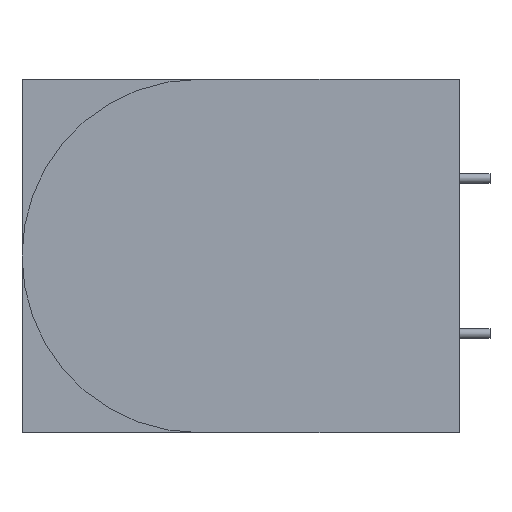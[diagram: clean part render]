
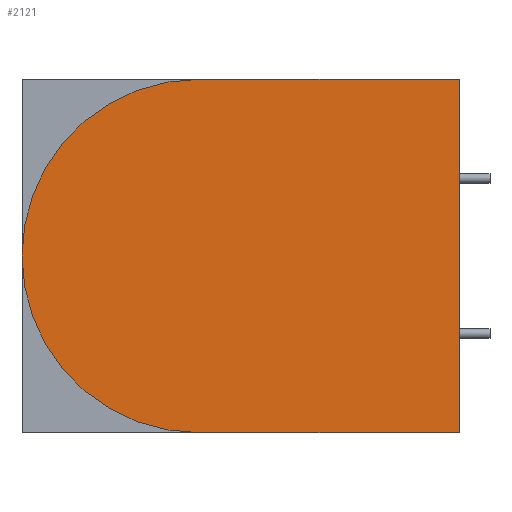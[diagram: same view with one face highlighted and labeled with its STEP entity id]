
A CAD part, left-side view. The second image highlights one B-rep face of the part: STEP entity #2121.
In plain terms, the highlighted planar face has unit normal (-1, 0, 0).
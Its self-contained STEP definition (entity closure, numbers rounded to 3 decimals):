
#52 = AXIS2_PLACEMENT_3D ( 'NONE', #698, #391, #3122 ) ;
#98 = VERTEX_POINT ( 'NONE', #2515 ) ;
#167 = CIRCLE ( 'NONE', #1460, 23.1 ) ;
#226 = EDGE_CURVE ( 'NONE', #98, #510, #167, .T. ) ;
#391 = DIRECTION ( 'NONE',  ( 1., 0., 0. ) ) ;
#444 = EDGE_CURVE ( 'NONE', #510, #1946, #2685, .T. ) ;
#510 = VERTEX_POINT ( 'NONE', #3463 ) ;
#548 = DIRECTION ( 'NONE',  ( 0., 0., -1. ) ) ;
#600 = VERTEX_POINT ( 'NONE', #3795 ) ;
#660 = ORIENTED_EDGE ( 'NONE', *, *, #444, .F. ) ;
#698 = CARTESIAN_POINT ( 'NONE',  ( 0., 0., 46.2 ) ) ;
#1103 = CARTESIAN_POINT ( 'NONE',  ( 0., 0., 46.2 ) ) ;
#1205 = PLANE ( 'NONE',  #52 ) ;
#1434 = VECTOR ( 'NONE', #3895, 1000. ) ;
#1460 = AXIS2_PLACEMENT_3D ( 'NONE', #3959, #1822, #548 ) ;
#1822 = DIRECTION ( 'NONE',  ( 1., 0., 0. ) ) ;
#1873 = CARTESIAN_POINT ( 'NONE',  ( 0., 0., 46.2 ) ) ;
#1946 = VERTEX_POINT ( 'NONE', #1103 ) ;
#1992 = CARTESIAN_POINT ( 'NONE',  ( 0., 0., 0. ) ) ;
#1994 = ORIENTED_EDGE ( 'NONE', *, *, #3715, .T. ) ;
#2121 = ADVANCED_FACE ( 'NONE', ( #3061 ), #1205, .F. ) ;
#2384 = CARTESIAN_POINT ( 'NONE',  ( 0., 0., 46.2 ) ) ;
#2439 = LINE ( 'NONE', #1873, #3594 ) ;
#2515 = CARTESIAN_POINT ( 'NONE',  ( 0., 34.1, 0. ) ) ;
#2575 = ORIENTED_EDGE ( 'NONE', *, *, #3098, .F. ) ;
#2685 = LINE ( 'NONE', #2384, #2833 ) ;
#2833 = VECTOR ( 'NONE', #3633, 1000. ) ;
#3061 = FACE_OUTER_BOUND ( 'NONE', #3572, .T. ) ;
#3098 = EDGE_CURVE ( 'NONE', #1946, #600, #2439, .T. ) ;
#3122 = DIRECTION ( 'NONE',  ( 0., 0., -1. ) ) ;
#3123 = ORIENTED_EDGE ( 'NONE', *, *, #226, .F. ) ;
#3361 = DIRECTION ( 'NONE',  ( 0., 0., -1. ) ) ;
#3463 = CARTESIAN_POINT ( 'NONE',  ( 0., 34.1, 46.2 ) ) ;
#3534 = LINE ( 'NONE', #1992, #1434 ) ;
#3572 = EDGE_LOOP ( 'NONE', ( #3123, #1994, #2575, #660 ) ) ;
#3594 = VECTOR ( 'NONE', #3361, 1000. ) ;
#3633 = DIRECTION ( 'NONE',  ( 0., -1., 0. ) ) ;
#3715 = EDGE_CURVE ( 'NONE', #98, #600, #3534, .T. ) ;
#3795 = CARTESIAN_POINT ( 'NONE',  ( 0., 0., 0. ) ) ;
#3895 = DIRECTION ( 'NONE',  ( 0., -1., 0. ) ) ;
#3959 = CARTESIAN_POINT ( 'NONE',  ( 0., 34.1, 23.1 ) ) ;
